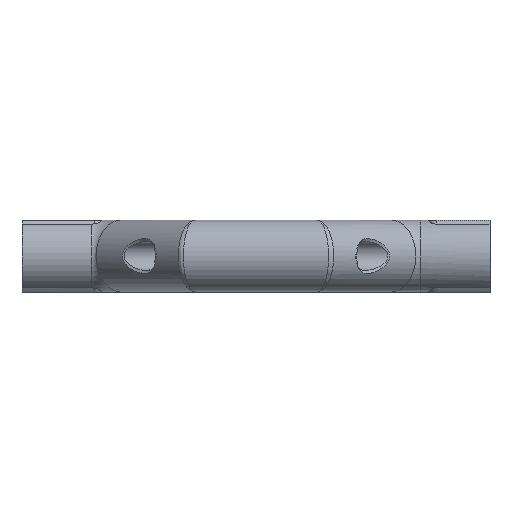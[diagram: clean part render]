
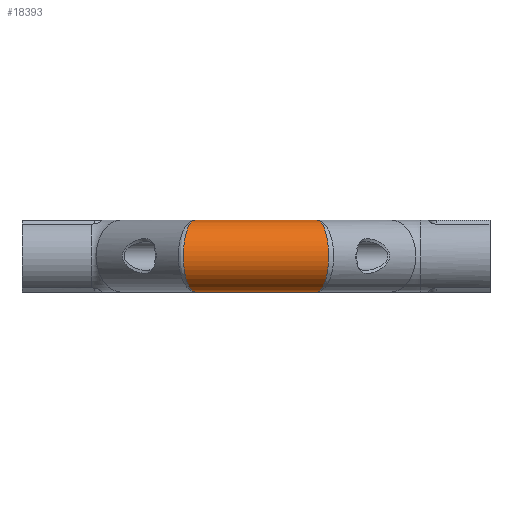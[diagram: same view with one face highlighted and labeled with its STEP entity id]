
A CAD part, front view. The second image highlights one B-rep face of the part: STEP entity #18393.
In plain terms, the highlighted cylindrical face has radius 2.5 mm (diameter 5 mm), a partial arc.
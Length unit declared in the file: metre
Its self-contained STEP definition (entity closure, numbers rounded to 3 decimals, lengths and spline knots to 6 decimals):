
#30=ELLIPSE('',#20704,0.002634,0.0025);
#33=ELLIPSE('',#20707,0.002634,0.0025);
#1986=CYLINDRICAL_SURFACE('',#20709,0.0025);
#8182=ORIENTED_EDGE('',*,*,#11027,.T.);
#8183=ORIENTED_EDGE('',*,*,#10912,.F.);
#8184=ORIENTED_EDGE('',*,*,#11030,.F.);
#8185=ORIENTED_EDGE('',*,*,#10924,.F.);
#10912=EDGE_CURVE('',#12780,#12781,#13841,.T.);
#10924=EDGE_CURVE('',#12790,#12791,#13848,.F.);
#11027=EDGE_CURVE('',#12790,#12781,#30,.F.);
#11030=EDGE_CURVE('',#12791,#12780,#33,.F.);
#12780=VERTEX_POINT('',#33754);
#12781=VERTEX_POINT('',#33756);
#12790=VERTEX_POINT('',#33789);
#12791=VERTEX_POINT('',#33791);
#13841=LINE('',#33755,#14887);
#13848=LINE('',#33790,#14894);
#14887=VECTOR('',#26018,1.);
#14894=VECTOR('',#26031,1.);
#15994=EDGE_LOOP('',(#8182,#8183,#8184,#8185));
#17068=FACE_BOUND('',#15994,.T.);
#18393=ADVANCED_FACE('',(#17068),#1986,.T.);
#20704=AXIS2_PLACEMENT_3D('',#34276,#26205,#26206);
#20707=AXIS2_PLACEMENT_3D('',#34300,#26211,#26212);
#20709=AXIS2_PLACEMENT_3D('',#34376,#26215,#26216);
#26018=DIRECTION('',(-1.,0.,0.));
#26031=DIRECTION('',(-1.,0.,0.));
#26205=DIRECTION('',(-0.949,0.315,0.));
#26206=DIRECTION('',(-0.315,-0.949,0.));
#26211=DIRECTION('',(-0.949,-0.315,0.));
#26212=DIRECTION('',(0.315,-0.949,0.));
#26215=DIRECTION('',(1.,0.,0.));
#26216=DIRECTION('',(0.,1.,0.));
#33754=CARTESIAN_POINT('',(0.014464,-0.0115,0.));
#33755=CARTESIAN_POINT('',(0.005207,-0.0115,0.));
#33756=CARTESIAN_POINT('',(0.006036,-0.0115,0.));
#33789=CARTESIAN_POINT('',(0.006036,-0.0115,0.005));
#33790=CARTESIAN_POINT('',(0.024,-0.0115,0.005));
#33791=CARTESIAN_POINT('',(0.014464,-0.0115,0.005));
#34276=CARTESIAN_POINT('',(0.006036,-0.0115,0.0025));
#34300=CARTESIAN_POINT('',(0.014464,-0.0115,0.0025));
#34376=CARTESIAN_POINT('',(0.024,-0.0115,0.0025));
